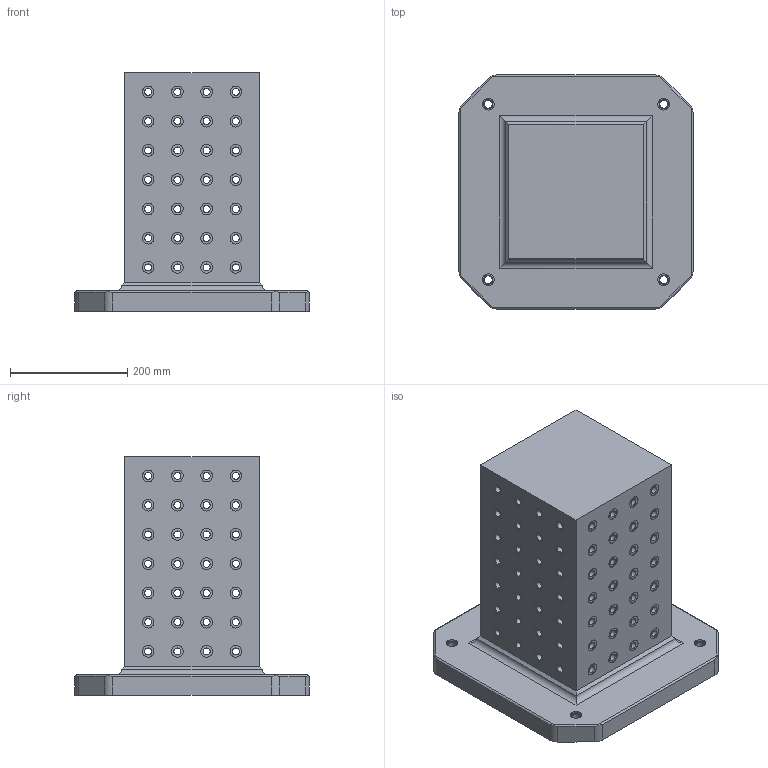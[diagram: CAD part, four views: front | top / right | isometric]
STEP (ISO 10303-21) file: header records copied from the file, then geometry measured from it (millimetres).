
FILE_DESCRIPTION(('STEP AP214'),'1');
FILE_NAME(' ',' ',('TraceParts'),('TraceParts S.A.'),'XStep 1.0',' ',' ');
FILE_SCHEMA(('automotive_design'));
Length unit declared in the file: millimetre
Products named in the file (2): 1; 2
Bounding box: 400 x 400 x 408 mm (x, y, z)
Volume: 14506092.1 mm3; surface area: 1154214.8 mm2
Topology: 2 solids, 2 shells, 652 faces, 1560 edges, 1036 vertices
Faces by surface type: cylinder 496, plane 148, cone 8
Entity records: 38251 total; most frequent: DIRECTION 3832, CARTESIAN_POINT 3378, STYLED_ITEM 3250, PRESENTATION_STYLE_ASSIGNMENT 3250, COLOUR_RGB 3250, ORIENTED_EDGE 3120, AXIS2_PLACEMENT_3D 1634, EDGE_CURVE 1560
